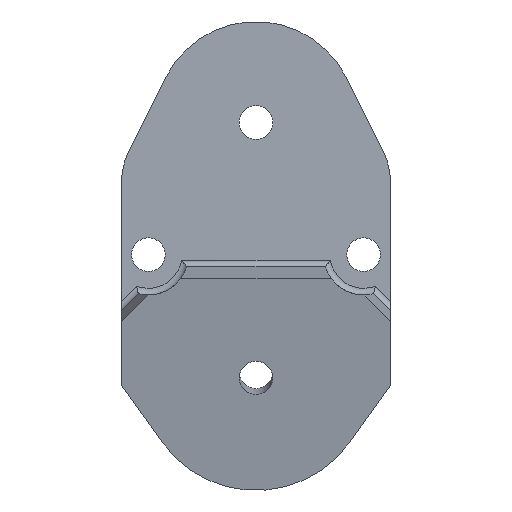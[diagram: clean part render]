
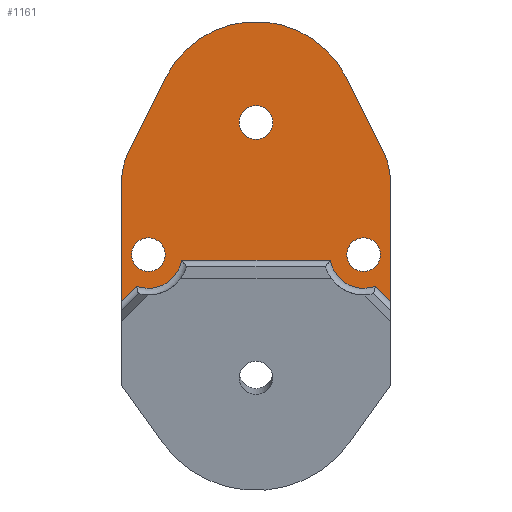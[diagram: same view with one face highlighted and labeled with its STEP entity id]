
A CAD part, left-side view. The second image highlights one B-rep face of the part: STEP entity #1161.
In plain terms, the highlighted planar face has unit normal (-1, 0, 0).
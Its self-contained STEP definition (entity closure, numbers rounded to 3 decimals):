
#36=FACE_BOUND('',#176,.T.);
#37=FACE_BOUND('',#177,.T.);
#38=FACE_BOUND('',#178,.T.);
#71=PLANE('',#1261);
#106=FACE_OUTER_BOUND('',#175,.T.);
#175=EDGE_LOOP('',(#837,#838,#839,#840,#841,#842,#843,#844,#845,#846,#847,
#848));
#176=EDGE_LOOP('',(#849,#850));
#177=EDGE_LOOP('',(#851,#852));
#178=EDGE_LOOP('',(#853));
#255=LINE('',#1796,#350);
#258=LINE('',#1820,#353);
#260=LINE('',#1851,#355);
#264=LINE('',#1910,#359);
#265=LINE('',#1914,#360);
#266=LINE('',#1918,#361);
#267=LINE('',#1921,#362);
#350=VECTOR('',#1412,10.);
#353=VECTOR('',#1421,10.);
#355=VECTOR('',#1425,10.);
#359=VECTOR('',#1463,10.);
#360=VECTOR('',#1466,10.);
#361=VECTOR('',#1469,10.);
#362=VECTOR('',#1472,10.);
#430=CIRCLE('',#1246,5.);
#433=CIRCLE('',#1250,5.);
#434=CIRCLE('',#1262,10.);
#435=CIRCLE('',#1263,15.);
#436=CIRCLE('',#1264,10.);
#437=CIRCLE('',#1265,2.5);
#438=CIRCLE('',#1266,2.5);
#439=CIRCLE('',#1267,2.5);
#440=CIRCLE('',#1268,2.5);
#441=CIRCLE('',#1269,2.5);
#496=VERTEX_POINT('',#1794);
#497=VERTEX_POINT('',#1795);
#502=VERTEX_POINT('',#1817);
#503=VERTEX_POINT('',#1819);
#506=VERTEX_POINT('',#1837);
#507=VERTEX_POINT('',#1850);
#517=VERTEX_POINT('',#1909);
#518=VERTEX_POINT('',#1911);
#519=VERTEX_POINT('',#1913);
#520=VERTEX_POINT('',#1915);
#521=VERTEX_POINT('',#1917);
#522=VERTEX_POINT('',#1919);
#523=VERTEX_POINT('',#1922);
#524=VERTEX_POINT('',#1923);
#525=VERTEX_POINT('',#1926);
#526=VERTEX_POINT('',#1927);
#527=VERTEX_POINT('',#1930);
#611=EDGE_CURVE('',#496,#497,#255,.T.);
#617=EDGE_CURVE('',#502,#503,#258,.T.);
#621=EDGE_CURVE('',#506,#507,#260,.T.);
#623=EDGE_CURVE('',#503,#506,#430,.T.);
#629=EDGE_CURVE('',#507,#496,#433,.T.);
#640=EDGE_CURVE('',#517,#502,#264,.T.);
#641=EDGE_CURVE('',#518,#517,#434,.T.);
#642=EDGE_CURVE('',#518,#519,#265,.T.);
#643=EDGE_CURVE('',#519,#520,#435,.T.);
#644=EDGE_CURVE('',#520,#521,#266,.T.);
#645=EDGE_CURVE('',#522,#521,#436,.T.);
#646=EDGE_CURVE('',#497,#522,#267,.T.);
#647=EDGE_CURVE('',#523,#524,#437,.T.);
#648=EDGE_CURVE('',#524,#523,#438,.T.);
#649=EDGE_CURVE('',#525,#526,#439,.T.);
#650=EDGE_CURVE('',#526,#525,#440,.T.);
#651=EDGE_CURVE('',#527,#527,#441,.T.);
#837=ORIENTED_EDGE('',*,*,#617,.F.);
#838=ORIENTED_EDGE('',*,*,#640,.F.);
#839=ORIENTED_EDGE('',*,*,#641,.F.);
#840=ORIENTED_EDGE('',*,*,#642,.T.);
#841=ORIENTED_EDGE('',*,*,#643,.T.);
#842=ORIENTED_EDGE('',*,*,#644,.T.);
#843=ORIENTED_EDGE('',*,*,#645,.F.);
#844=ORIENTED_EDGE('',*,*,#646,.F.);
#845=ORIENTED_EDGE('',*,*,#611,.F.);
#846=ORIENTED_EDGE('',*,*,#629,.F.);
#847=ORIENTED_EDGE('',*,*,#621,.F.);
#848=ORIENTED_EDGE('',*,*,#623,.F.);
#849=ORIENTED_EDGE('',*,*,#647,.T.);
#850=ORIENTED_EDGE('',*,*,#648,.T.);
#851=ORIENTED_EDGE('',*,*,#649,.T.);
#852=ORIENTED_EDGE('',*,*,#650,.T.);
#853=ORIENTED_EDGE('',*,*,#651,.T.);
#1161=ADVANCED_FACE('',(#106,#36,#37,#38),#71,.T.);
#1246=AXIS2_PLACEMENT_3D('',#1865,#1428,#1429);
#1250=AXIS2_PLACEMENT_3D('',#1885,#1436,#1437);
#1261=AXIS2_PLACEMENT_3D('',#1908,#1461,#1462);
#1262=AXIS2_PLACEMENT_3D('',#1912,#1464,#1465);
#1263=AXIS2_PLACEMENT_3D('',#1916,#1467,#1468);
#1264=AXIS2_PLACEMENT_3D('',#1920,#1470,#1471);
#1265=AXIS2_PLACEMENT_3D('',#1924,#1473,#1474);
#1266=AXIS2_PLACEMENT_3D('',#1925,#1475,#1476);
#1267=AXIS2_PLACEMENT_3D('',#1928,#1477,#1478);
#1268=AXIS2_PLACEMENT_3D('',#1929,#1479,#1480);
#1269=AXIS2_PLACEMENT_3D('',#1931,#1481,#1482);
#1412=DIRECTION('',(0.,0.702,-0.712));
#1421=DIRECTION('',(0.,0.702,0.712));
#1425=DIRECTION('',(0.,1.,0.));
#1428=DIRECTION('center_axis',(1.,0.,0.));
#1429=DIRECTION('ref_axis',(0.,0.486,-0.874));
#1436=DIRECTION('center_axis',(1.,0.,0.));
#1437=DIRECTION('ref_axis',(0.,-0.486,-0.874));
#1461=DIRECTION('center_axis',(-1.,0.,0.));
#1462=DIRECTION('ref_axis',(0.,0.,1.));
#1463=DIRECTION('',(0.,0.,-1.));
#1464=DIRECTION('center_axis',(1.,0.,0.));
#1465=DIRECTION('ref_axis',(0.,-0.973,0.231));
#1466=DIRECTION('',(0.,0.449,0.894));
#1467=DIRECTION('center_axis',(-1.,0.,0.));
#1468=DIRECTION('ref_axis',(0.,0.,-1.));
#1469=DIRECTION('',(0.,0.449,-0.894));
#1470=DIRECTION('center_axis',(1.,0.,0.));
#1471=DIRECTION('ref_axis',(0.,0.973,0.231));
#1472=DIRECTION('',(0.,0.,1.));
#1473=DIRECTION('center_axis',(1.,0.,0.));
#1474=DIRECTION('ref_axis',(0.,0.,-1.));
#1475=DIRECTION('center_axis',(1.,0.,0.));
#1476=DIRECTION('ref_axis',(0.,0.,-1.));
#1477=DIRECTION('center_axis',(1.,0.,0.));
#1478=DIRECTION('ref_axis',(0.,0.,-1.));
#1479=DIRECTION('center_axis',(1.,0.,0.));
#1480=DIRECTION('ref_axis',(0.,0.,-1.));
#1481=DIRECTION('center_axis',(1.,0.,0.));
#1482=DIRECTION('ref_axis',(0.,0.,-1.));
#1794=CARTESIAN_POINT('',(-10.,37.767,60.665));
#1795=CARTESIAN_POINT('',(-10.,40.,58.398));
#1796=CARTESIAN_POINT('',(-10.,26.393,72.215));
#1817=CARTESIAN_POINT('',(-10.,0.,58.398));
#1819=CARTESIAN_POINT('',(-10.,2.233,60.665));
#1820=CARTESIAN_POINT('',(-10.,0.583,58.99));
#1837=CARTESIAN_POINT('',(-10.,8.929,64.506));
#1850=CARTESIAN_POINT('',(-10.,31.071,64.506));
#1851=CARTESIAN_POINT('',(-10.,0.,64.506));
#1865=CARTESIAN_POINT('Origin',(-10.,4.,65.342));
#1885=CARTESIAN_POINT('Origin',(-10.,36.,65.342));
#1908=CARTESIAN_POINT('Origin',(-10.,0.,63.667));
#1909=CARTESIAN_POINT('',(-10.,0.,76.223));
#1910=CARTESIAN_POINT('',(-10.,0.,62.706));
#1911=CARTESIAN_POINT('',(-10.,1.063,80.711));
#1912=CARTESIAN_POINT('Origin',(-10.,10.,76.223));
#1913=CARTESIAN_POINT('',(-10.,6.595,91.727));
#1914=CARTESIAN_POINT('',(-10.,0.305,79.2));
#1915=CARTESIAN_POINT('',(-10.,33.405,91.727));
#1916=CARTESIAN_POINT('Origin',(-10.,20.,84.996));
#1917=CARTESIAN_POINT('',(-10.,38.937,80.711));
#1918=CARTESIAN_POINT('',(-10.,38.966,80.653));
#1919=CARTESIAN_POINT('',(-10.,40.,76.223));
#1920=CARTESIAN_POINT('Origin',(-10.,30.,76.223));
#1921=CARTESIAN_POINT('',(-10.,40.,62.706));
#1922=CARTESIAN_POINT('',(-10.,4.,62.842));
#1923=CARTESIAN_POINT('',(-10.,4.,67.842));
#1924=CARTESIAN_POINT('Origin',(-10.,4.,65.342));
#1925=CARTESIAN_POINT('Origin',(-10.,4.,65.342));
#1926=CARTESIAN_POINT('',(-10.,36.,62.842));
#1927=CARTESIAN_POINT('',(-10.,36.,67.842));
#1928=CARTESIAN_POINT('Origin',(-10.,36.,65.342));
#1929=CARTESIAN_POINT('Origin',(-10.,36.,65.342));
#1930=CARTESIAN_POINT('',(-10.,20.,87.496));
#1931=CARTESIAN_POINT('Origin',(-10.,20.,84.996));
